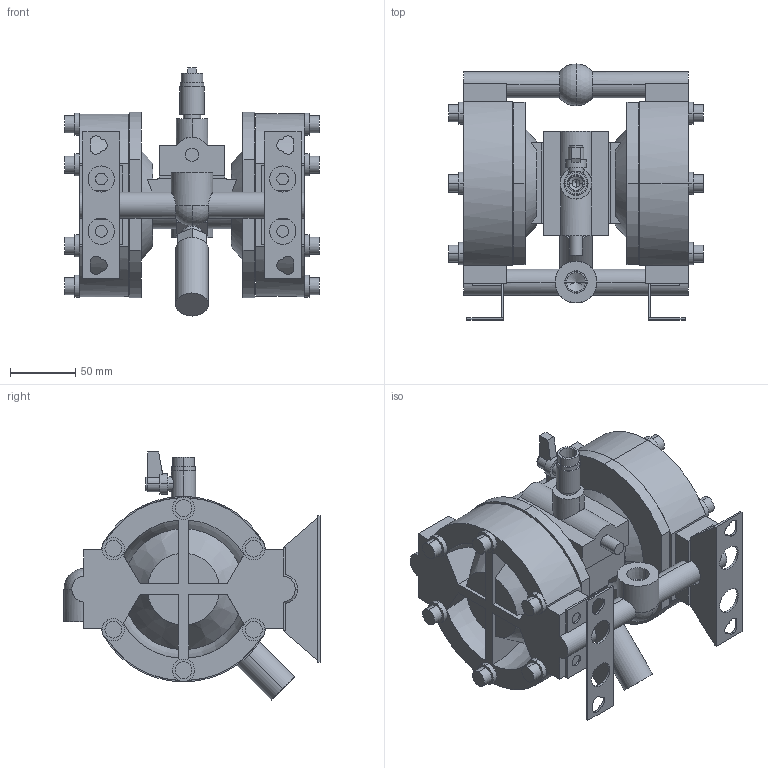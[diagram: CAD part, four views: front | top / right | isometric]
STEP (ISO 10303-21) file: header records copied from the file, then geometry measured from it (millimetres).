
FILE_DESCRIPTION (( 'STEP AP214' ), '1' );
FILE_NAME ('DP-10BP_.STEP', '2009-03-04T05:44:51', ( ' ' ), ( ' ' ), 'SwSTEP 2.0', 'SolidWorks 2006303', '' );
FILE_SCHEMA (( 'AUTOMOTIVE_DESIGN' ));
Length unit declared in the file: millimetre
Products named in the file (1): DP-10BP_
Bounding box: 195.2 x 196 x 189.88 mm (x, y, z)
Volume: 1623573 mm3; surface area: 267851.9 mm2
Topology: 2 solids, 5 shells, 427 faces, 1081 edges, 696 vertices
Faces by surface type: plane 226, cylinder 153, cone 36, torus 8, sphere 4
Entity records: 13597 total; most frequent: CARTESIAN_POINT 2990, DIRECTION 2309, ORIENTED_EDGE 2146, EDGE_CURVE 1073, AXIS2_PLACEMENT_3D 873, VERTEX_POINT 696, VECTOR 563, LINE 563
